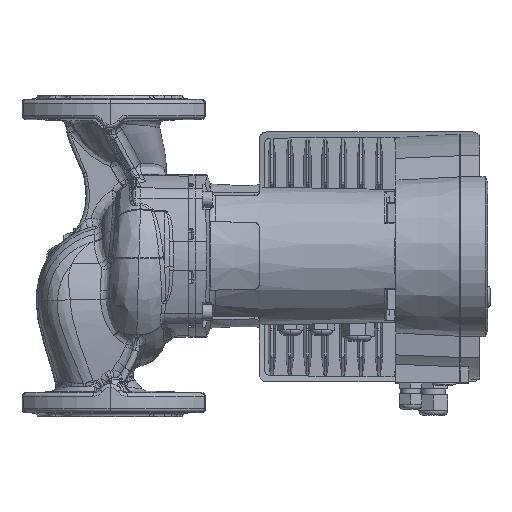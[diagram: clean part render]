
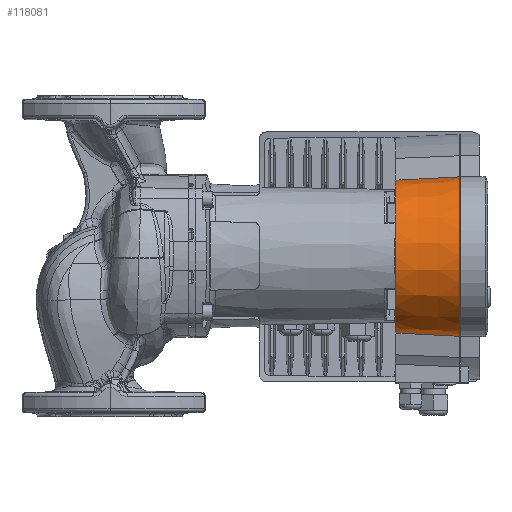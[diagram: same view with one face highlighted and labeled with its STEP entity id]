
A CAD part, top view. The second image highlights one B-rep face of the part: STEP entity #118081.
In plain terms, the highlighted conical face has half-angle 3 degrees and reference radius 67 mm.
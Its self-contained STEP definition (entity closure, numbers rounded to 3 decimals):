
#477 = CARTESIAN_POINT ( 'NONE',  ( 216.298, -64.474, -289.002 ) ) ;
#479 = CARTESIAN_POINT ( 'NONE',  ( 264.5, -66.966, -286.876 ) ) ;
#501 = CARTESIAN_POINT ( 'NONE',  ( 264.5, 66.966, -286.876 ) ) ;
#505 = CARTESIAN_POINT ( 'NONE',  ( 216.298, 64.474, -289.002 ) ) ;
#521 = CARTESIAN_POINT ( 'NONE',  ( 210.5, 64.17, -289.002 ) ) ;
#545 = CARTESIAN_POINT ( 'NONE',  ( 210.5, -64.17, -289.002 ) ) ;
#10714 = AXIS2_PLACEMENT_3D ( 'NONE', #43733, #43732, #43723 ) ;
#10715 = CONICAL_SURFACE ( 'NONE', #10714, 67., 0.052 ) ;
#23847 = LINE ( 'NONE', #23856, #124810 ) ;
#23856 = CARTESIAN_POINT ( 'NONE',  ( 264.5, 67., -289.002 ) ) ;
#23857 = DIRECTION ( 'NONE',  ( 0.999, 0.052, 0. ) ) ;
#23868 = CARTESIAN_POINT ( 'NONE',  ( 216.298, 64.474, -289.002 ) ) ;
#23869 = CARTESIAN_POINT ( 'NONE',  ( 248.432, -66.146, -287.587 ) ) ;
#23870 = CARTESIAN_POINT ( 'NONE',  ( 232.365, 65.316, -288.295 ) ) ;
#23871 = CARTESIAN_POINT ( 'NONE',  ( 232.365, -65.316, -288.295 ) ) ;
#23872 = CARTESIAN_POINT ( 'NONE',  ( 210.5, 0., -289.002 ) ) ;
#23873 = DIRECTION ( 'NONE',  ( 1., 0., 0. ) ) ;
#23874 = DIRECTION ( 'NONE',  ( 0., -1., 0. ) ) ;
#23876 = CARTESIAN_POINT ( 'NONE',  ( 248.432, 66.146, -287.587 ) ) ;
#23877 = CARTESIAN_POINT ( 'NONE',  ( 264.5, 66.966, -286.876 ) ) ;
#23878 = CARTESIAN_POINT ( 'NONE',  ( 216.298, -64.474, -289.002 ) ) ;
#23879 = CARTESIAN_POINT ( 'NONE',  ( 264.5, -66.966, -286.876 ) ) ;
#23880 = LINE ( 'NONE', #23881, #124800 ) ;
#23881 = CARTESIAN_POINT ( 'NONE',  ( 264.5, -67., -289.002 ) ) ;
#23882 = DIRECTION ( 'NONE',  ( 0.999, -0.052, 0. ) ) ;
#23886 = CARTESIAN_POINT ( 'NONE',  ( 264.5, 0., -289.002 ) ) ;
#23887 = DIRECTION ( 'NONE',  ( 1., 0., 0. ) ) ;
#23888 = DIRECTION ( 'NONE',  ( 0., -1., 0. ) ) ;
#43723 = DIRECTION ( 'NONE',  ( 0., -1., 0. ) ) ;
#43731 = FACE_OUTER_BOUND ( 'NONE', #94788, .T. ) ;
#43732 = DIRECTION ( 'NONE',  ( 1., 0., 0. ) ) ;
#43733 = CARTESIAN_POINT ( 'NONE',  ( 264.5, 0., -289.002 ) ) ;
#94788 = EDGE_LOOP ( 'NONE', ( #108546, #108547, #108548, #108549, #108550, #108551 ) ) ;
#108546 = ORIENTED_EDGE ( 'NONE', *, *, #120281, .F. ) ;
#108547 = ORIENTED_EDGE ( 'NONE', *, *, #120286, .T. ) ;
#108548 = ORIENTED_EDGE ( 'NONE', *, *, #120290, .T. ) ;
#108549 = ORIENTED_EDGE ( 'NONE', *, *, #120288, .T. ) ;
#108550 = ORIENTED_EDGE ( 'NONE', *, *, #120291, .F. ) ;
#108551 = ORIENTED_EDGE ( 'NONE', *, *, #120287, .F. ) ;
#118081 = ADVANCED_FACE ( 'NONE', ( #43731 ), #10715, .T. ) ;
#120281 = EDGE_CURVE ( 'NONE', #127131, #127107, #23847, .T. ) ;
#120286 = EDGE_CURVE ( 'NONE', #127131, #127165, #124805, .T. ) ;
#120287 = EDGE_CURVE ( 'NONE', #127107, #127101, #121281, .T. ) ;
#120288 = EDGE_CURVE ( 'NONE', #127065, #127068, #121285, .T. ) ;
#120290 = EDGE_CURVE ( 'NONE', #127165, #127065, #23880, .T. ) ;
#120291 = EDGE_CURVE ( 'NONE', #127101, #127068, #124801, .T. ) ;
#121281 = B_SPLINE_CURVE_WITH_KNOTS ( 'NONE', 3,
 ( #23868, #23870, #23876, #23877 ),
 .UNSPECIFIED., .F., .F.,
 ( 4, 4 ),
 ( 0.006, 0.054 ),
 .UNSPECIFIED. ) ;
#121285 = B_SPLINE_CURVE_WITH_KNOTS ( 'NONE', 3,
 ( #23878, #23871, #23869, #23879 ),
 .UNSPECIFIED., .F., .F.,
 ( 4, 4 ),
 ( 0.006, 0.054 ),
 .UNSPECIFIED. ) ;
#124799 = AXIS2_PLACEMENT_3D ( 'NONE', #23886, #23887, #23888 ) ;
#124800 = VECTOR ( 'NONE', #23882, 1000. ) ;
#124801 = CIRCLE ( 'NONE', #124799, 67. ) ;
#124803 = AXIS2_PLACEMENT_3D ( 'NONE', #23872, #23873, #23874 ) ;
#124805 = CIRCLE ( 'NONE', #124803, 64.17 ) ;
#124810 = VECTOR ( 'NONE', #23857, 1000. ) ;
#127065 = VERTEX_POINT ( 'NONE', #477 ) ;
#127068 = VERTEX_POINT ( 'NONE', #479 ) ;
#127101 = VERTEX_POINT ( 'NONE', #501 ) ;
#127107 = VERTEX_POINT ( 'NONE', #505 ) ;
#127131 = VERTEX_POINT ( 'NONE', #521 ) ;
#127165 = VERTEX_POINT ( 'NONE', #545 ) ;
